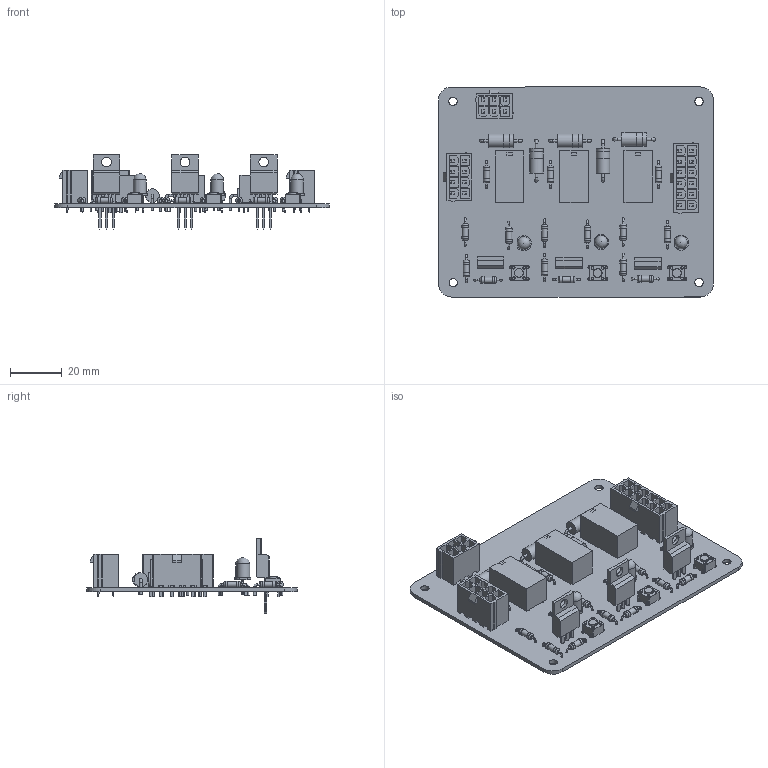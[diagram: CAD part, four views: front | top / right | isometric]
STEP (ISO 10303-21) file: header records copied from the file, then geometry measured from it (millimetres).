
FILE_DESCRIPTION(('KiCad electronic assembly'),'2;1');
FILE_NAME('latch fsae.step','2026-02-21T00:30:54',('Pcbnew'),('Kicad'), 'Open CASCADE STEP processor 7.9','KiCad to STEP converter','Unknown' );
FILE_SCHEMA(('AUTOMOTIVE_DESIGN { 1 0 10303 214 1 1 1 1 }'));
Length unit declared in the file: millimetre
Products named in the file (13): latch fsae 1; R_Axial_DIN0207_L6.3mm_D2.5mm_P10.16mm_Horizontal; G6B_2114P_US; LED_D5.0mm; D_DO-201_P15.24mm_Horizontal; 039281123; SOLID; COMPOUND; TO-220-3_Vertical; SW_PUSH_6mm; 039281083; 039281063; latch fsae_PCB
Assembly tree (38 placements, depth 3):
  latch fsae 1
    R_Axial_DIN0207_L6.3mm_D2.5mm_P10.16mm_Horizontal  x15
    G6B_2114P_US  x3
    LED_D5.0mm  x3
    D_DO-201_P15.24mm_Horizontal  x5
    039281123
      SOLID
      COMPOUND
    TO-220-3_Vertical  x3
    SW_PUSH_6mm  x3
    039281083
    039281063
    latch fsae_PCB
Bounding box: 105.77 x 80.83 x 28.52 mm (x, y, z)
Volume: 27737 mm3; surface area: 34633.6 mm2
Topology: 36 solids, 36 shells, 1881 faces, 4636 edges, 3066 vertices
Faces by surface type: plane 1381, cylinder 424, torus 73, sphere 3
Full cylindrical faces by diameter (mm): 0.6 x60, 0.8 x30, 0.9 x6, 1 x32, 1.092 x18, 1.1 x21, 1.3 x10, 1.4 x26, 2.25 x15, 2.5 x30, 3.2 x4, 3.5 x3, 3.735 x3, 4.9 x3, 5.21 x10, 5.23 x5
Entity records: 37136 total; most frequent: CARTESIAN_POINT 6215, ORIENTED_EDGE 5978, DIRECTION 5768, EDGE_CURVE 2989, LINE 2602, VECTOR 2602, VERTEX_POINT 1982, AXIS2_PLACEMENT_3D 1583
